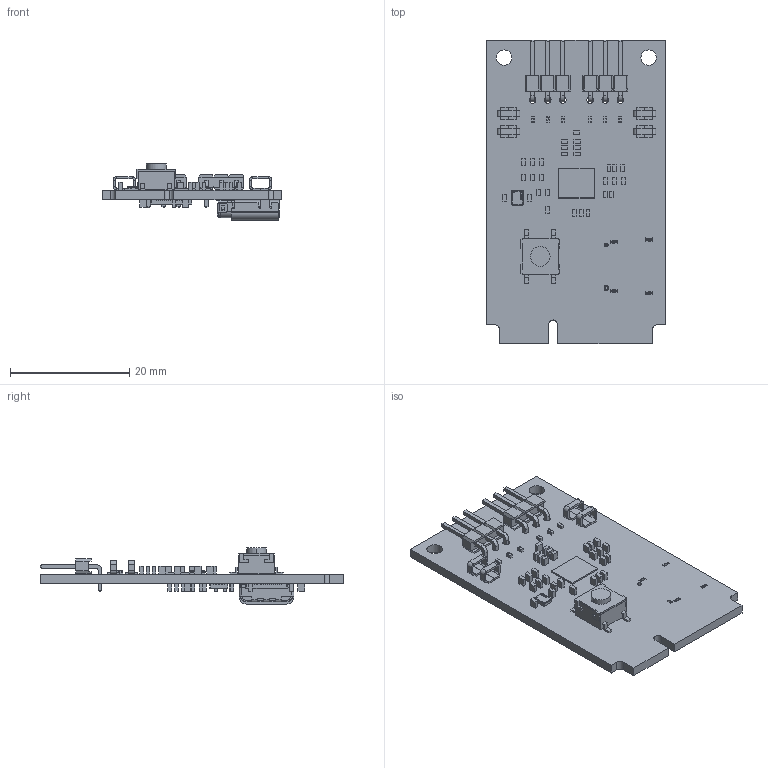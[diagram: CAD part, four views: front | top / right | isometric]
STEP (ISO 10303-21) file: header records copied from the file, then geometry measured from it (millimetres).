
FILE_DESCRIPTION(('Open CASCADE Model'),'2;1');
FILE_NAME('Open CASCADE Shape Model','2022-05-05T18:02:28',('Author'),( 'Open CASCADE'),'Open CASCADE STEP processor 6.8','Open CASCADE 6.8' ,'Unknown');
FILE_SCHEMA(('AUTOMOTIVE_DESIGN { 1 0 10303 214 1 1 1 1 }'));
Length unit declared in the file: millimetre
Products named in the file (104): PCB; Board; Open CASCADE STEP translator 6.8 1.1.1; C26; 6204626896; Extruded; C11; 6204626656; C21; U2; IC_FTDI_FT232RQ-REEL_eec; 1; 2; circle; FTDI; C22; J2; Conn_Amphenol_12401610E4#2A_eec; shell_ext; shell_int; int; pins; contact_int; logo; Y1; Crys_Abracon_ABM10W-19_7079MHZ-7-K2Z-T3_eec; U3; IC_Analog_Devices_ADM7155ACPZ-04-R7_eec; Body; Pins; 0.25mm; Analog_Devices_logo_1mm; U1; 6204622496; TP4; keystone-PN5019; TP3; TP2; TP1; SW1 ...
Assembly tree (157 placements, depth 4):
  PCB
    Board
      Open CASCADE STEP translator 6.8 1.1.1
    C26
      6204626896
        Extruded
    C11
      6204626656
        Extruded
    C21
      6204626656
        Extruded
    U2
      IC_FTDI_FT232RQ-REEL_eec
        1
        2
        circle
        FTDI
    C22
      6204626896
        Extruded
    J2
      Conn_Amphenol_12401610E4#2A_eec
        shell_ext
        shell_int
        int
        pins
        contact_int
        logo
    Y1
      Crys_Abracon_ABM10W-19_7079MHZ-7-K2Z-T3_eec
      Crys_Abracon_ABM10W-19_7079MHZ-7-K2Z-T3_eec
      Crys_Abracon_ABM10W-19_7079MHZ-7-K2Z-T3_eec
      Crys_Abracon_ABM10W-19_7079MHZ-7-K2Z-T3_eec
      Crys_Abracon_ABM10W-19_7079MHZ-7-K2Z-T3_eec
      Crys_Abracon_ABM10W-19_7079MHZ-7-K2Z-T3_eec
    U3
      IC_Analog_Devices_ADM7155ACPZ-04-R7_eec
        Body
        Pins
        0.25mm
        Analog_Devices_logo_1mm
    U1
      6204622496
        Extruded
    TP4
      keystone-PN5019
    TP3
      keystone-PN5019
    TP2
      keystone-PN5019
    TP1
      keystone-PN5019
    SW1
      B3S_100[]
    R5
      6204626896
        Extruded
    R4
      6204626656
Bounding box: 30 x 50.97 x 9.41 mm (x, y, z)
Volume: 2902.3 mm3; surface area: 5643.2 mm2
Topology: 229 solids, 229 shells, 4056 faces, 10442 edges, 6935 vertices
Faces by surface type: plane 2407, cylinder 1136, bspline 413, torus 76, cone 16, sphere 8
Full cylindrical faces by diameter (mm): 0.16 x1, 0.4 x1, 0.411 x1, 0.65 x1, 1 x1, 1.1 x6, 2.6 x2
Entity records: 70254 total; most frequent: CARTESIAN_POINT 15416, ORIENTED_EDGE 10618, DIRECTION 9342, EDGE_CURVE 5301, LINE 3740, VECTOR 3740, VERTEX_POINT 3457, AXIS2_PLACEMENT_3D 2801
